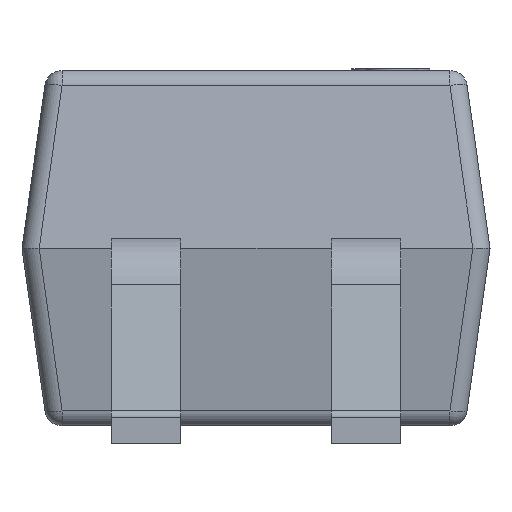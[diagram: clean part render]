
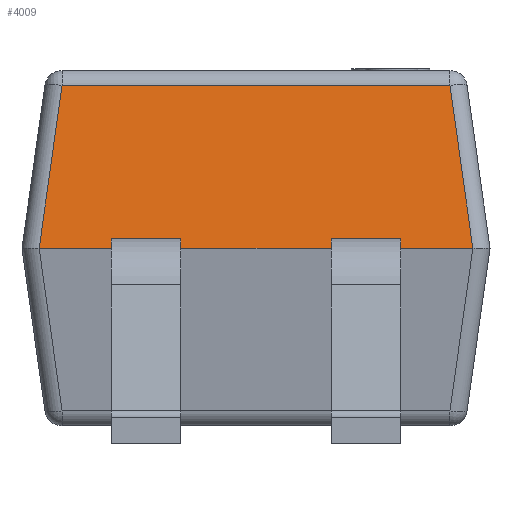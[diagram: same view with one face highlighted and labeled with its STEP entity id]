
A CAD part, left-side view. The second image highlights one B-rep face of the part: STEP entity #4009.
In plain terms, the highlighted planar face has unit normal (-0.99, 0, 0.139).
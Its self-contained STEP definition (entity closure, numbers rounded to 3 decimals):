
#9 = EDGE_CURVE ( 'NONE', #11709, #13717, #1292, .T. ) ;
#54 = CARTESIAN_POINT ( 'NONE',  ( -2.267, 0.435, 0.058 ) ) ;
#57 = CARTESIAN_POINT ( 'NONE',  ( -2.267, -0.835, 0.058 ) ) ;
#523 = LINE ( 'NONE', #1788, #4680 ) ;
#549 = CARTESIAN_POINT ( 'NONE',  ( -2.267, -0.435, 0.058 ) ) ;
#615 = EDGE_LOOP ( 'NONE', ( #11918, #12828, #4143, #5102, #11739, #12946, #5944, #12866, #9474, #7737, #3317, #12639 ) ) ;
#745 = LINE ( 'NONE', #7760, #6692 ) ;
#762 = LINE ( 'NONE', #11833, #3227 ) ;
#839 = EDGE_CURVE ( 'NONE', #8842, #4095, #6222, .T. ) ;
#1292 = LINE ( 'NONE', #4563, #5206 ) ;
#1355 = CARTESIAN_POINT ( 'NONE',  ( -2.275, -0.435, 0. ) ) ;
#1432 = CARTESIAN_POINT ( 'NONE',  ( -2.275, 0.435, 0. ) ) ;
#1569 = DIRECTION ( 'NONE',  ( 0., -1., 0. ) ) ;
#1583 = DIRECTION ( 'NONE',  ( -0.138, 0.138, -0.981 ) ) ;
#1643 = DIRECTION ( 'NONE',  ( 0.139, 0., 0.99 ) ) ;
#1657 = EDGE_CURVE ( 'NONE', #10476, #10405, #6486, .T. ) ;
#1788 = CARTESIAN_POINT ( 'NONE',  ( -2.275, -0.435, 0. ) ) ;
#1823 = EDGE_CURVE ( 'NONE', #11529, #10436, #11382, .T. ) ;
#2164 = VECTOR ( 'NONE', #5133, 1000. ) ;
#2200 = VECTOR ( 'NONE', #7622, 1000. ) ;
#2715 = VERTEX_POINT ( 'NONE', #54 ) ;
#3227 = VECTOR ( 'NONE', #10515, 1000. ) ;
#3317 = ORIENTED_EDGE ( 'NONE', *, *, #4123, .T. ) ;
#3351 = CARTESIAN_POINT ( 'NONE',  ( -2.143, 1.206, 0.939 ) ) ;
#3466 = VECTOR ( 'NONE', #4367, 1000. ) ;
#3531 = DIRECTION ( 'NONE',  ( -0.99, 0., 0.139 ) ) ;
#3742 = LINE ( 'NONE', #1432, #9534 ) ;
#3833 = EDGE_CURVE ( 'NONE', #2715, #8842, #3742, .T. ) ;
#4009 = ADVANCED_FACE ( 'NONE', ( #12706 ), #13738, .T. ) ;
#4095 = VERTEX_POINT ( 'NONE', #1355 ) ;
#4123 = EDGE_CURVE ( 'NONE', #4095, #5563, #523, .T. ) ;
#4143 = ORIENTED_EDGE ( 'NONE', *, *, #9441, .T. ) ;
#4175 = CARTESIAN_POINT ( 'NONE',  ( -2.267, 0.835, 0.058 ) ) ;
#4367 = DIRECTION ( 'NONE',  ( 0., 1., 0. ) ) ;
#4450 = CARTESIAN_POINT ( 'NONE',  ( -2.275, -0.835, 0. ) ) ;
#4536 = LINE ( 'NONE', #9243, #12026 ) ;
#4563 = CARTESIAN_POINT ( 'NONE',  ( -2.277, 1.253, -0.013 ) ) ;
#4619 = EDGE_CURVE ( 'NONE', #11509, #5563, #7137, .T. ) ;
#4628 = DIRECTION ( 'NONE',  ( 0.139, 0., 0.99 ) ) ;
#4680 = VECTOR ( 'NONE', #1643, 1000. ) ;
#4927 = VECTOR ( 'NONE', #4941, 1000. ) ;
#4941 = DIRECTION ( 'NONE',  ( 0., 1., 0. ) ) ;
#4955 = VECTOR ( 'NONE', #1569, 1000. ) ;
#5102 = ORIENTED_EDGE ( 'NONE', *, *, #10736, .T. ) ;
#5133 = DIRECTION ( 'NONE',  ( 0., -1., 0. ) ) ;
#5206 = VECTOR ( 'NONE', #1583, 1000. ) ;
#5563 = VERTEX_POINT ( 'NONE', #549 ) ;
#5624 = CARTESIAN_POINT ( 'NONE',  ( -2.275, -1.251, 0. ) ) ;
#5652 = CARTESIAN_POINT ( 'NONE',  ( -2.275, 0.835, 0. ) ) ;
#5711 = DIRECTION ( 'NONE',  ( 0.139, 0., 0.99 ) ) ;
#5803 = CARTESIAN_POINT ( 'NONE',  ( -2.275, 1.35, 0. ) ) ;
#5944 = ORIENTED_EDGE ( 'NONE', *, *, #1657, .F. ) ;
#6222 = LINE ( 'NONE', #8365, #2164 ) ;
#6486 = LINE ( 'NONE', #5652, #9429 ) ;
#6663 = LINE ( 'NONE', #13509, #2200 ) ;
#6692 = VECTOR ( 'NONE', #9692, 1000. ) ;
#7137 = LINE ( 'NONE', #11642, #4927 ) ;
#7138 = CARTESIAN_POINT ( 'NONE',  ( -2.143, 1.119, 0.939 ) ) ;
#7622 = DIRECTION ( 'NONE',  ( 0.138, 0.138, 0.981 ) ) ;
#7737 = ORIENTED_EDGE ( 'NONE', *, *, #839, .T. ) ;
#7759 = EDGE_CURVE ( 'NONE', #11529, #11509, #4536, .T. ) ;
#7760 = CARTESIAN_POINT ( 'NONE',  ( -2.267, 0.835, 0.058 ) ) ;
#7928 = VERTEX_POINT ( 'NONE', #11429 ) ;
#8027 = DIRECTION ( 'NONE',  ( -0.139, 0., -0.99 ) ) ;
#8365 = CARTESIAN_POINT ( 'NONE',  ( -2.275, 1.35, 0. ) ) ;
#8699 = DIRECTION ( 'NONE',  ( -0.139, 0., -0.99 ) ) ;
#8842 = VERTEX_POINT ( 'NONE', #8941 ) ;
#8941 = CARTESIAN_POINT ( 'NONE',  ( -2.275, 0.435, 0. ) ) ;
#8945 = CARTESIAN_POINT ( 'NONE',  ( -2.275, 0.835, 0. ) ) ;
#9243 = CARTESIAN_POINT ( 'NONE',  ( -2.275, -0.835, 0. ) ) ;
#9429 = VECTOR ( 'NONE', #8699, 1000. ) ;
#9441 = EDGE_CURVE ( 'NONE', #10436, #7928, #6663, .T. ) ;
#9474 = ORIENTED_EDGE ( 'NONE', *, *, #3833, .T. ) ;
#9534 = VECTOR ( 'NONE', #8027, 1000. ) ;
#9692 = DIRECTION ( 'NONE',  ( 0., -1., 0. ) ) ;
#9873 = LINE ( 'NONE', #3351, #3466 ) ;
#10405 = VERTEX_POINT ( 'NONE', #8945 ) ;
#10436 = VERTEX_POINT ( 'NONE', #5624 ) ;
#10476 = VERTEX_POINT ( 'NONE', #4175 ) ;
#10515 = DIRECTION ( 'NONE',  ( 0., -1., 0. ) ) ;
#10736 = EDGE_CURVE ( 'NONE', #7928, #11709, #9873, .T. ) ;
#11059 = EDGE_CURVE ( 'NONE', #13717, #10405, #762, .T. ) ;
#11315 = CARTESIAN_POINT ( 'NONE',  ( -2.275, 1.35, 0. ) ) ;
#11382 = LINE ( 'NONE', #11315, #4955 ) ;
#11429 = CARTESIAN_POINT ( 'NONE',  ( -2.143, -1.119, 0.939 ) ) ;
#11436 = EDGE_CURVE ( 'NONE', #10476, #2715, #745, .T. ) ;
#11509 = VERTEX_POINT ( 'NONE', #57 ) ;
#11529 = VERTEX_POINT ( 'NONE', #4450 ) ;
#11642 = CARTESIAN_POINT ( 'NONE',  ( -2.267, -0.835, 0.058 ) ) ;
#11709 = VERTEX_POINT ( 'NONE', #7138 ) ;
#11739 = ORIENTED_EDGE ( 'NONE', *, *, #9, .T. ) ;
#11833 = CARTESIAN_POINT ( 'NONE',  ( -2.275, 1.35, 0. ) ) ;
#11918 = ORIENTED_EDGE ( 'NONE', *, *, #7759, .F. ) ;
#12026 = VECTOR ( 'NONE', #5711, 1000. ) ;
#12639 = ORIENTED_EDGE ( 'NONE', *, *, #4619, .F. ) ;
#12706 = FACE_OUTER_BOUND ( 'NONE', #615, .T. ) ;
#12828 = ORIENTED_EDGE ( 'NONE', *, *, #1823, .T. ) ;
#12866 = ORIENTED_EDGE ( 'NONE', *, *, #11436, .T. ) ;
#12946 = ORIENTED_EDGE ( 'NONE', *, *, #11059, .T. ) ;
#13509 = CARTESIAN_POINT ( 'NONE',  ( -2.226, -1.202, 0.352 ) ) ;
#13717 = VERTEX_POINT ( 'NONE', #14224 ) ;
#13738 = PLANE ( 'NONE',  #13977 ) ;
#13977 = AXIS2_PLACEMENT_3D ( 'NONE', #5803, #3531, #4628 ) ;
#14224 = CARTESIAN_POINT ( 'NONE',  ( -2.275, 1.251, 0. ) ) ;
